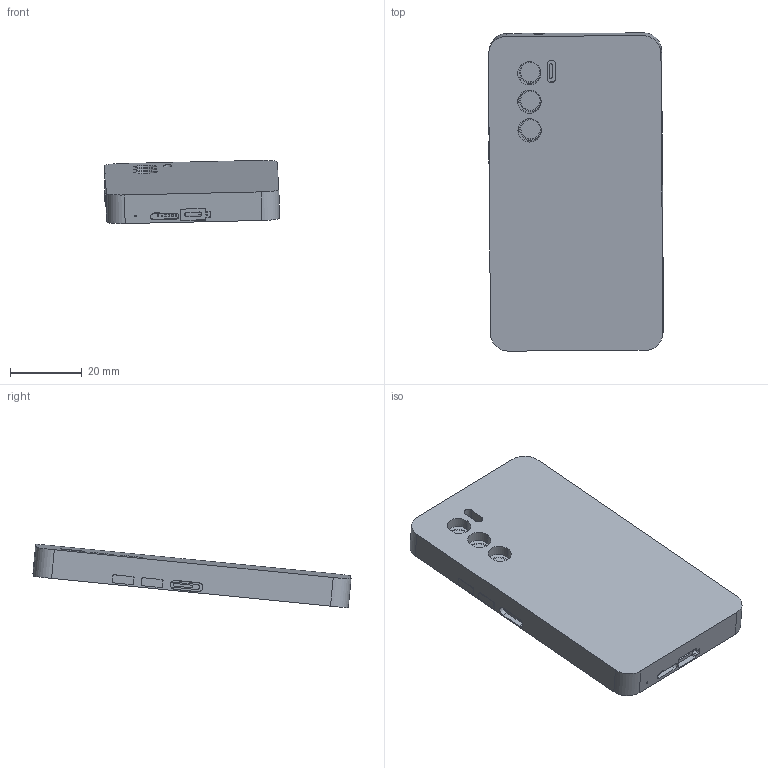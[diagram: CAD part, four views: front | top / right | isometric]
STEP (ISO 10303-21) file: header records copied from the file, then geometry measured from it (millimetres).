
FILE_DESCRIPTION (( 'STEP AP203' ), '1' );
FILE_NAME ('徐月晴.STEP', '2025-01-17T08:48:12', ( '' ), ( '' ), 'SwSTEP 2.0', 'SolidWorks 2024', '' );
FILE_SCHEMA (( 'CONFIG_CONTROL_DESIGN' ));
Length unit declared in the file: millimetre
Products named in the file (6): 卡槽; 摄像头; 手机壳; 徐月晴; logo; 手机主体
Assembly tree (5 placements, depth 2):
  徐月晴
    手机主体
    卡槽
    logo
    摄像头
    手机壳
Bounding box: 48.7 x 88.53 x 17.59 mm (x, y, z)
Volume: 29325.4 mm3; surface area: 21661.3 mm2
Topology: 11 solids, 11 shells, 283 faces, 695 edges, 462 vertices
Faces by surface type: plane 144, cylinder 133, torus 4, bspline 2
Entity records: 9197 total; most frequent: CARTESIAN_POINT 1584, DIRECTION 1531, ORIENTED_EDGE 1390, EDGE_CURVE 695, AXIS2_PLACEMENT_3D 559, VERTEX_POINT 462, LINE 413, VECTOR 413
